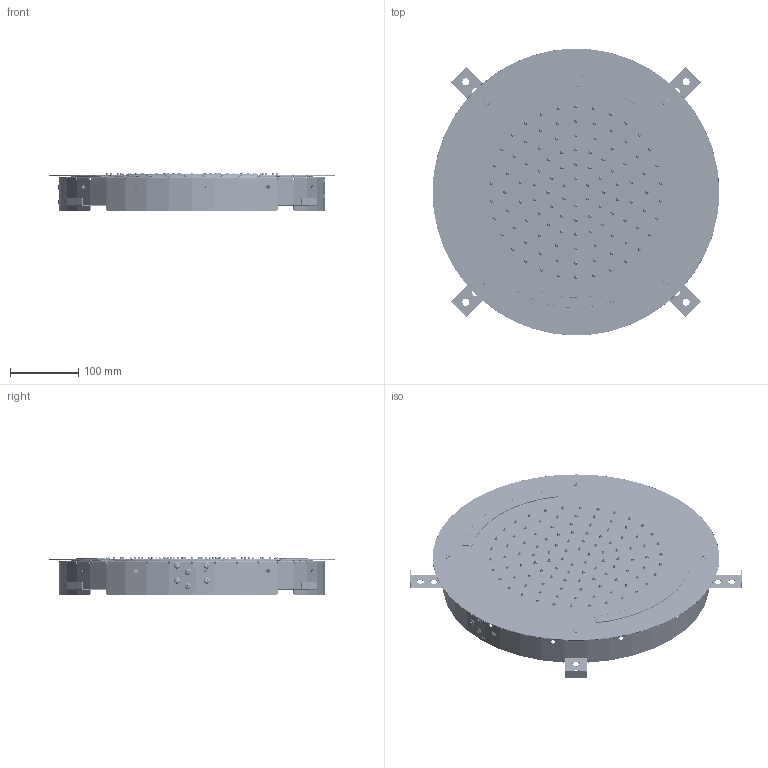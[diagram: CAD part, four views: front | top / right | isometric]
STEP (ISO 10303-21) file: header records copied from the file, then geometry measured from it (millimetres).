
FILE_DESCRIPTION(/* description */ (''),/* implementation_level */ '2;1');
FILE_NAME(/* name */ 'ART702~1',/* time_stamp */ '2022-09-05T13:38:31+02:00',/* author */ (''),/* organization */ (''),/* preprocessor_version */ 'ST-DEVELOPER v16.5',/* originating_system */ '',/* authorisation */ '');
FILE_SCHEMA (('AUTOMOTIVE_DESIGN'));
Products named in the file (1): Document
Bounding box: 419.96 x 419.98 x 55.3 mm (x, y, z)
Surface area: 704367.5 mm2 (no closed solid volume)
Topology: 0 solids, 0 shells, 5413 faces, 26016 edges, 23638 vertices
Faces by surface type: bspline 3173, plane 2240
Entity records: 293318 total; most frequent: CARTESIAN_POINT 235661, COMPOSITE_CURVE_SEGMENT 25932, B_SPLINE_CURVE_WITH_KNOTS 13326, CURVE_BOUNDED_SURFACE 5413, OUTER_BOUNDARY_CURVE 5413, DIRECTION 2244, AXIS2_PLACEMENT_3D 2242, PLANE 2240
